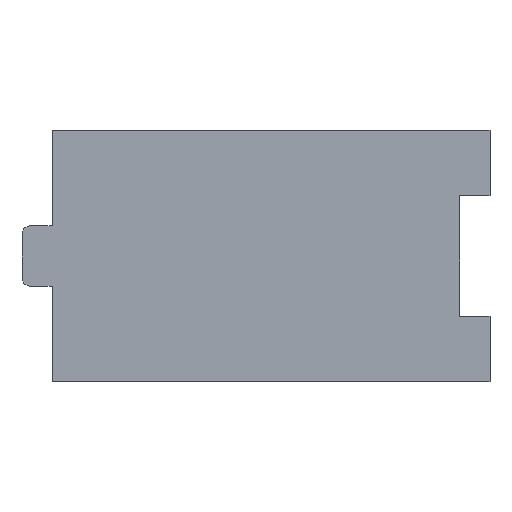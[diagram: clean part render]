
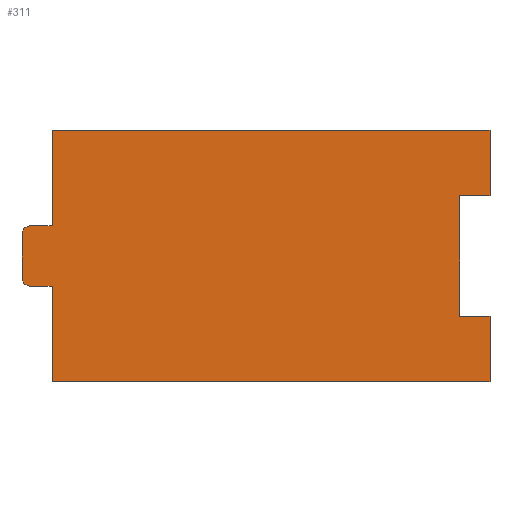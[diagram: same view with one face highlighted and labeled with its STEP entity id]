
A CAD part, top view. The second image highlights one B-rep face of the part: STEP entity #311.
In plain terms, the highlighted planar face has unit normal (0, 0, 1).
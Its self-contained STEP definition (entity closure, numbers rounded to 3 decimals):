
#16=CIRCLE('',#332,1.3);
#18=CIRCLE('',#336,1.3);
#35=FACE_OUTER_BOUND('',#51,.T.);
#51=EDGE_LOOP('',(#255,#256,#257,#258,#259,#260,#261,#262,#263,#264,#265,
#266,#267,#268));
#55=LINE('',#435,#93);
#58=LINE('',#441,#96);
#61=LINE('',#447,#99);
#65=LINE('',#459,#103);
#69=LINE('',#471,#107);
#72=LINE('',#477,#110);
#75=LINE('',#483,#113);
#78=LINE('',#489,#116);
#81=LINE('',#495,#119);
#84=LINE('',#501,#122);
#87=LINE('',#507,#125);
#90=LINE('',#511,#128);
#93=VECTOR('',#353,10.);
#96=VECTOR('',#358,10.);
#99=VECTOR('',#363,10.);
#103=VECTOR('',#375,10.);
#107=VECTOR('',#387,10.);
#110=VECTOR('',#392,10.);
#113=VECTOR('',#397,10.);
#116=VECTOR('',#402,10.);
#119=VECTOR('',#407,10.);
#122=VECTOR('',#412,10.);
#125=VECTOR('',#417,10.);
#128=VECTOR('',#422,10.);
#131=VERTEX_POINT('',#432);
#132=VERTEX_POINT('',#434);
#134=VERTEX_POINT('',#440);
#136=VERTEX_POINT('',#446);
#138=VERTEX_POINT('',#452);
#140=VERTEX_POINT('',#458);
#142=VERTEX_POINT('',#464);
#144=VERTEX_POINT('',#470);
#146=VERTEX_POINT('',#476);
#148=VERTEX_POINT('',#482);
#150=VERTEX_POINT('',#488);
#152=VERTEX_POINT('',#494);
#154=VERTEX_POINT('',#500);
#156=VERTEX_POINT('',#506);
#159=EDGE_CURVE('',#132,#131,#55,.T.);
#162=EDGE_CURVE('',#134,#132,#58,.T.);
#165=EDGE_CURVE('',#136,#134,#61,.T.);
#168=EDGE_CURVE('',#138,#136,#16,.T.);
#171=EDGE_CURVE('',#140,#138,#65,.T.);
#174=EDGE_CURVE('',#142,#140,#18,.T.);
#177=EDGE_CURVE('',#144,#142,#69,.T.);
#180=EDGE_CURVE('',#146,#144,#72,.T.);
#183=EDGE_CURVE('',#148,#146,#75,.T.);
#186=EDGE_CURVE('',#150,#148,#78,.T.);
#189=EDGE_CURVE('',#152,#150,#81,.T.);
#192=EDGE_CURVE('',#154,#152,#84,.T.);
#195=EDGE_CURVE('',#156,#154,#87,.T.);
#198=EDGE_CURVE('',#131,#156,#90,.T.);
#255=ORIENTED_EDGE('',*,*,#198,.T.);
#256=ORIENTED_EDGE('',*,*,#195,.T.);
#257=ORIENTED_EDGE('',*,*,#192,.T.);
#258=ORIENTED_EDGE('',*,*,#189,.T.);
#259=ORIENTED_EDGE('',*,*,#186,.T.);
#260=ORIENTED_EDGE('',*,*,#183,.T.);
#261=ORIENTED_EDGE('',*,*,#180,.T.);
#262=ORIENTED_EDGE('',*,*,#177,.T.);
#263=ORIENTED_EDGE('',*,*,#174,.T.);
#264=ORIENTED_EDGE('',*,*,#171,.T.);
#265=ORIENTED_EDGE('',*,*,#168,.T.);
#266=ORIENTED_EDGE('',*,*,#165,.T.);
#267=ORIENTED_EDGE('',*,*,#162,.T.);
#268=ORIENTED_EDGE('',*,*,#159,.T.);
#295=PLANE('',#345);
#311=ADVANCED_FACE('',(#35),#295,.T.);
#332=AXIS2_PLACEMENT_3D('',#453,#369,#370);
#336=AXIS2_PLACEMENT_3D('',#465,#381,#382);
#345=AXIS2_PLACEMENT_3D('',#512,#423,#424);
#353=DIRECTION('',(1.,0.,0.));
#358=DIRECTION('',(0.,-1.,0.));
#363=DIRECTION('',(1.,0.,0.));
#369=DIRECTION('center_axis',(0.,0.,1.));
#370=DIRECTION('ref_axis',(-1.,0.,0.));
#375=DIRECTION('',(0.,-1.,0.));
#381=DIRECTION('center_axis',(0.,0.,1.));
#382=DIRECTION('ref_axis',(0.,1.,0.));
#387=DIRECTION('',(-1.,0.,0.));
#392=DIRECTION('',(0.,-1.,0.));
#397=DIRECTION('',(-1.,0.,0.));
#402=DIRECTION('',(0.,1.,0.));
#407=DIRECTION('',(1.,0.,0.));
#412=DIRECTION('',(0.,1.,0.));
#417=DIRECTION('',(-1.,0.,0.));
#422=DIRECTION('',(0.,1.,0.));
#423=DIRECTION('center_axis',(0.,0.,1.));
#424=DIRECTION('ref_axis',(1.,0.,0.));
#432=CARTESIAN_POINT('',(72.,2.648,1.));
#434=CARTESIAN_POINT('',(-0.9,2.648,1.));
#435=CARTESIAN_POINT('',(72.,2.648,1.));
#440=CARTESIAN_POINT('',(-0.9,18.548,1.));
#441=CARTESIAN_POINT('',(-0.9,2.648,1.));
#446=CARTESIAN_POINT('',(-4.6,18.548,1.));
#447=CARTESIAN_POINT('',(-4.6,18.548,1.));
#452=CARTESIAN_POINT('',(-5.9,19.848,1.));
#453=CARTESIAN_POINT('Origin',(-4.6,19.848,1.));
#458=CARTESIAN_POINT('',(-5.9,27.248,1.));
#459=CARTESIAN_POINT('',(-5.9,27.248,1.));
#464=CARTESIAN_POINT('',(-4.6,28.548,1.));
#465=CARTESIAN_POINT('Origin',(-4.6,27.248,1.));
#470=CARTESIAN_POINT('',(-0.9,28.548,1.));
#471=CARTESIAN_POINT('',(-0.9,28.548,1.));
#476=CARTESIAN_POINT('',(-0.9,44.448,1.));
#477=CARTESIAN_POINT('',(-0.9,2.648,1.));
#482=CARTESIAN_POINT('',(72.,44.448,1.));
#483=CARTESIAN_POINT('',(-0.9,44.448,1.));
#488=CARTESIAN_POINT('',(72.,33.548,1.));
#489=CARTESIAN_POINT('',(72.,44.448,1.));
#494=CARTESIAN_POINT('',(67.,33.548,1.));
#495=CARTESIAN_POINT('',(67.,33.548,1.));
#500=CARTESIAN_POINT('',(67.,13.548,1.));
#501=CARTESIAN_POINT('',(67.,13.548,1.));
#506=CARTESIAN_POINT('',(72.,13.548,1.));
#507=CARTESIAN_POINT('',(72.,13.548,1.));
#511=CARTESIAN_POINT('',(72.,44.448,1.));
#512=CARTESIAN_POINT('Origin',(35.55,23.548,1.));
